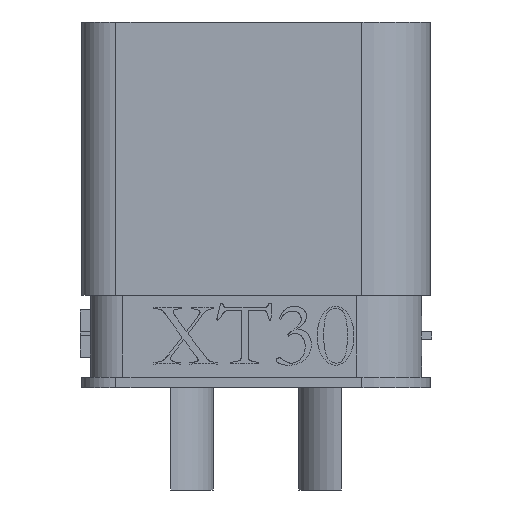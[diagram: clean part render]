
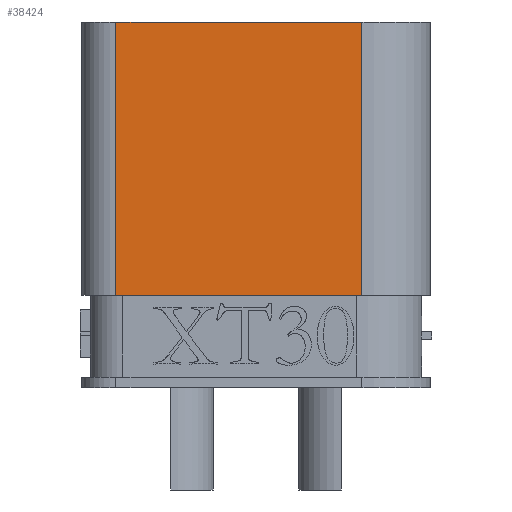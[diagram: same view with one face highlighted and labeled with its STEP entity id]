
A CAD part, left-side view. The second image highlights one B-rep face of the part: STEP entity #38424.
In plain terms, the highlighted planar face has unit normal (-1, 0, 0).
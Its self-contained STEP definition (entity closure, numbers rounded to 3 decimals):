
#156=FACE_OUTER_BOUND('',#2102,.T.);
#2102=EDGE_LOOP('',(#26918,#26919,#26920,#26921));
#4065=LINE('',#52131,#9766);
#5813=LINE('',#55647,#11514);
#5814=LINE('',#55651,#11515);
#5815=LINE('',#55652,#11516);
#9766=VECTOR('',#42449,1.);
#11514=VECTOR('',#44257,1.);
#11515=VECTOR('',#44262,1.);
#11516=VECTOR('',#44263,1.);
#15459=VERTEX_POINT('',#52127);
#15461=VERTEX_POINT('',#52130);
#17199=VERTEX_POINT('',#55646);
#17200=VERTEX_POINT('',#55650);
#19310=EDGE_CURVE('',#15459,#15461,#4065,.T.);
#21069=EDGE_CURVE('',#15461,#17199,#5813,.T.);
#21071=EDGE_CURVE('',#15459,#17200,#5814,.T.);
#21072=EDGE_CURVE('',#17199,#17200,#5815,.F.);
#26918=ORIENTED_EDGE('',*,*,#19310,.F.);
#26919=ORIENTED_EDGE('',*,*,#21071,.T.);
#26920=ORIENTED_EDGE('',*,*,#21072,.F.);
#26921=ORIENTED_EDGE('',*,*,#21069,.F.);
#36500=PLANE('',#40398);
#38424=ADVANCED_FACE('',(#156),#36500,.F.);
#40398=AXIS2_PLACEMENT_3D('',#55649,#44260,#44261);
#42449=DIRECTION('',(0.,1.,0.));
#44257=DIRECTION('',(0.,0.,1.));
#44260=DIRECTION('center_axis',(1.,0.,0.));
#44261=DIRECTION('ref_axis',(0.,1.,0.));
#44262=DIRECTION('',(0.,0.,1.));
#44263=DIRECTION('',(0.,1.,0.));
#52127=CARTESIAN_POINT('',(-2.6,-3.1,2.7));
#52130=CARTESIAN_POINT('',(-2.6,4.1,2.7));
#52131=CARTESIAN_POINT('',(-2.6,0.5,2.7));
#55646=CARTESIAN_POINT('',(-2.6,4.1,10.7));
#55647=CARTESIAN_POINT('',(-2.6,4.1,5.35));
#55649=CARTESIAN_POINT('Origin',(-2.6,-3.1,0.));
#55650=CARTESIAN_POINT('',(-2.6,-3.1,10.7));
#55651=CARTESIAN_POINT('',(-2.6,-3.1,6.7));
#55652=CARTESIAN_POINT('',(-2.6,0.5,10.7));
